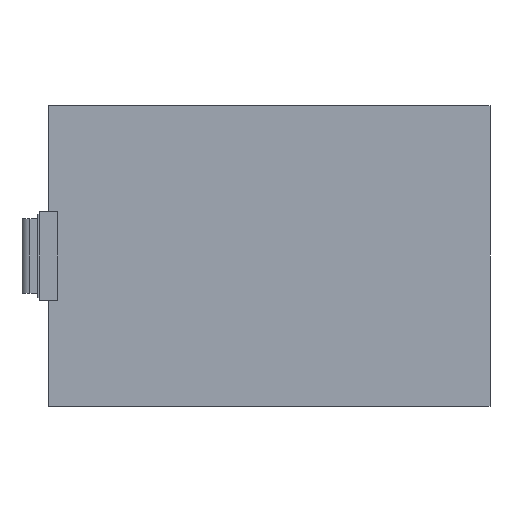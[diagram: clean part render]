
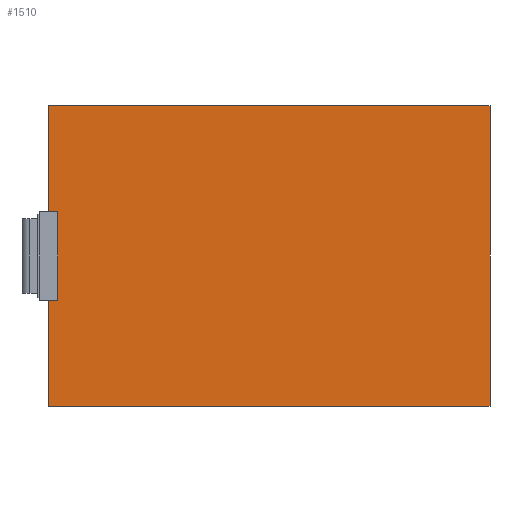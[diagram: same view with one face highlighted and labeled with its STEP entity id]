
A CAD part, left-side view. The second image highlights one B-rep face of the part: STEP entity #1510.
In plain terms, the highlighted planar face has unit normal (-1, 0, 0).
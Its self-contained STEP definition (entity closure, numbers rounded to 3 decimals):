
#172=FACE_OUTER_BOUND('',#266,.T.);
#266=EDGE_LOOP('',(#1221,#1222,#1223,#1224));
#403=LINE('',#2385,#573);
#407=LINE('',#2393,#577);
#410=LINE('',#2399,#580);
#413=LINE('',#2404,#583);
#573=VECTOR('',#1954,10.);
#577=VECTOR('',#1960,10.);
#580=VECTOR('',#1965,10.);
#583=VECTOR('',#1970,10.);
#723=VERTEX_POINT('',#2383);
#724=VERTEX_POINT('',#2384);
#727=VERTEX_POINT('',#2392);
#729=VERTEX_POINT('',#2398);
#893=EDGE_CURVE('',#723,#724,#403,.T.);
#897=EDGE_CURVE('',#724,#727,#407,.T.);
#900=EDGE_CURVE('',#727,#729,#410,.T.);
#903=EDGE_CURVE('',#729,#723,#413,.T.);
#1221=ORIENTED_EDGE('',*,*,#903,.T.);
#1222=ORIENTED_EDGE('',*,*,#893,.T.);
#1223=ORIENTED_EDGE('',*,*,#897,.T.);
#1224=ORIENTED_EDGE('',*,*,#900,.T.);
#1434=PLANE('',#1676);
#1510=ADVANCED_FACE('',(#172),#1434,.F.);
#1676=AXIS2_PLACEMENT_3D('',#2407,#1974,#1975);
#1954=DIRECTION('',(0.,-1.,0.));
#1960=DIRECTION('',(0.,0.,1.));
#1965=DIRECTION('',(0.,1.,0.));
#1970=DIRECTION('',(0.,0.,-1.));
#1974=DIRECTION('center_axis',(1.,0.,0.));
#1975=DIRECTION('ref_axis',(0.,0.,-1.));
#2383=CARTESIAN_POINT('',(0.,250.,-170.));
#2384=CARTESIAN_POINT('',(0.,-250.,-170.));
#2385=CARTESIAN_POINT('',(0.,250.,-170.));
#2392=CARTESIAN_POINT('',(0.,-250.,170.));
#2393=CARTESIAN_POINT('',(0.,-250.,-170.));
#2398=CARTESIAN_POINT('',(0.,250.,170.));
#2399=CARTESIAN_POINT('',(0.,-250.,170.));
#2404=CARTESIAN_POINT('',(0.,250.,170.));
#2407=CARTESIAN_POINT('Origin',(0.,0.,0.));
